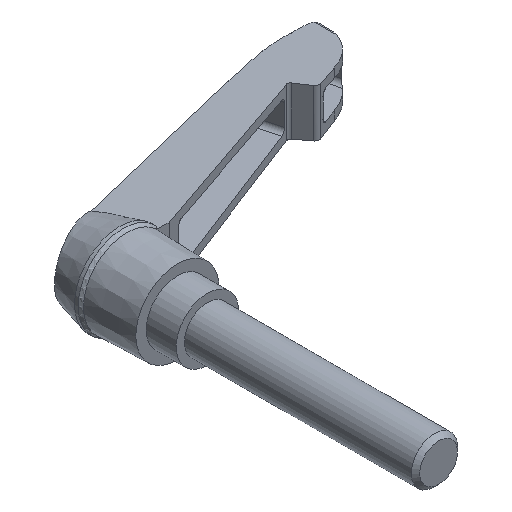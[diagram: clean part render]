
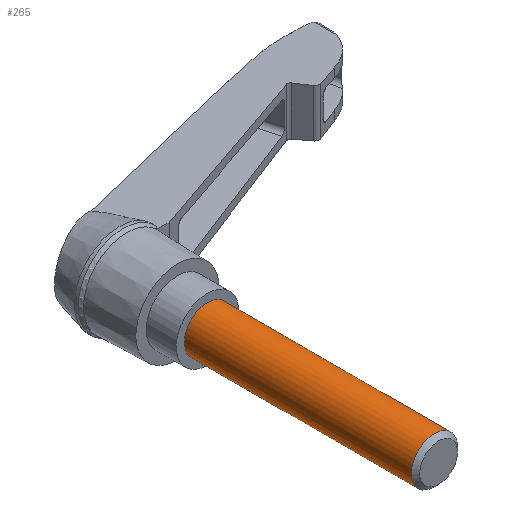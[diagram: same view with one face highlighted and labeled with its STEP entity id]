
A CAD part, isometric view. The second image highlights one B-rep face of the part: STEP entity #265.
In plain terms, the highlighted cylindrical face has radius 5 mm (diameter 10 mm), a full revolution.
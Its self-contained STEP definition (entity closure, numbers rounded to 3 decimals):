
#265 = ADVANCED_FACE( '', ( #535, #536 ), #537, .T. );
#535 = FACE_OUTER_BOUND( '', #801, .T. );
#536 = FACE_OUTER_BOUND( '', #802, .T. );
#537 = CYLINDRICAL_SURFACE( '', #803, 5. );
#801 = EDGE_LOOP( '', ( #1538 ) );
#802 = EDGE_LOOP( '', ( #1539 ) );
#803 = AXIS2_PLACEMENT_3D( '', #1540, #1541, #1542 );
#1538 = ORIENTED_EDGE( '', *, *, #1869, .F. );
#1539 = ORIENTED_EDGE( '', *, *, #1787, .T. );
#1540 = CARTESIAN_POINT( '', ( 0., -50., 0. ) );
#1541 = DIRECTION( '', ( 0., 1., 0. ) );
#1542 = DIRECTION( '', ( 0., 0., -1. ) );
#1787 = EDGE_CURVE( '', #2210, #2210, #2211, .F. );
#1869 = EDGE_CURVE( '', #2312, #2312, #2313, .T. );
#2210 = VERTEX_POINT( '', #2865 );
#2211 = CIRCLE( '', #2866, 5. );
#2312 = VERTEX_POINT( '', #3023 );
#2313 = CIRCLE( '', #3024, 5. );
#2865 = CARTESIAN_POINT( '', ( 0., 0., 5. ) );
#2866 = AXIS2_PLACEMENT_3D( '', #3303, #3304, #3305 );
#3023 = CARTESIAN_POINT( '', ( 0., -49.08, -5. ) );
#3024 = AXIS2_PLACEMENT_3D( '', #3385, #3386, #3387 );
#3303 = CARTESIAN_POINT( '', ( 0., 0., 0. ) );
#3304 = DIRECTION( '', ( 0., 1., 0. ) );
#3305 = DIRECTION( '', ( 0., 0., 1. ) );
#3385 = CARTESIAN_POINT( '', ( 0., -49.08, 0. ) );
#3386 = DIRECTION( '', ( 0., -1., 0. ) );
#3387 = DIRECTION( '', ( 0., 0., -1. ) );
